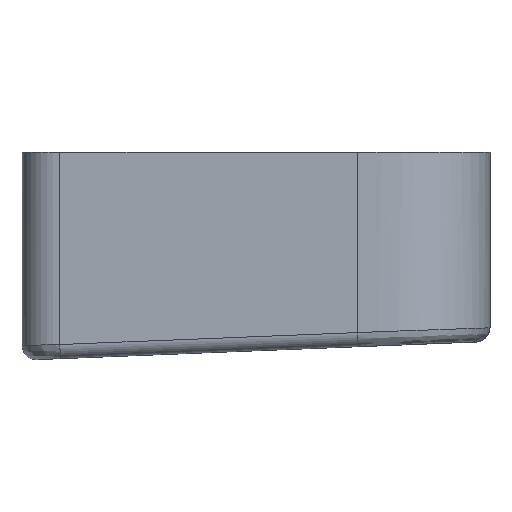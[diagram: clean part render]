
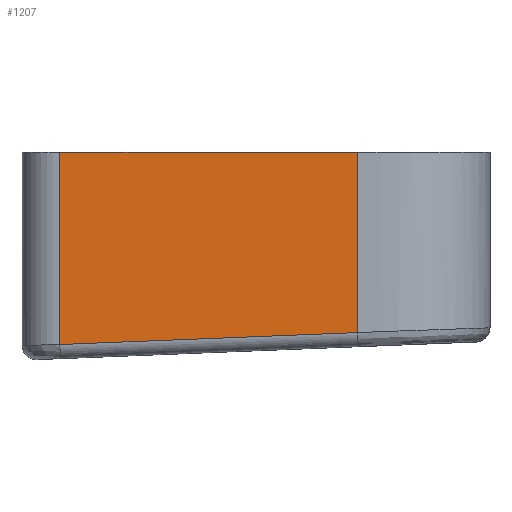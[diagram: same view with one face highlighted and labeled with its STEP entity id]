
A CAD part, left-side view. The second image highlights one B-rep face of the part: STEP entity #1207.
In plain terms, the highlighted planar face has unit normal (-1, 0, 0).
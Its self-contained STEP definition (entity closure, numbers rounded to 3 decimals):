
#200=FACE_OUTER_BOUND('',#270,.T.);
#270=EDGE_LOOP('',(#1074,#1075,#1076,#1077));
#320=LINE('',#2399,#417);
#324=LINE('',#2523,#421);
#370=LINE('',#2725,#467);
#371=LINE('',#2728,#468);
#417=VECTOR('',#1507,10.);
#421=VECTOR('',#1525,10.);
#467=VECTOR('',#1665,10.);
#468=VECTOR('',#1670,10.);
#533=VERTEX_POINT('',#2362);
#538=VERTEX_POINT('',#2397);
#543=VERTEX_POINT('',#2506);
#586=VERTEX_POINT('',#2724);
#681=EDGE_CURVE('',#533,#538,#320,.T.);
#691=EDGE_CURVE('',#543,#533,#324,.T.);
#758=EDGE_CURVE('',#586,#538,#370,.T.);
#760=EDGE_CURVE('',#586,#543,#371,.T.);
#1074=ORIENTED_EDGE('',*,*,#681,.F.);
#1075=ORIENTED_EDGE('',*,*,#691,.F.);
#1076=ORIENTED_EDGE('',*,*,#760,.F.);
#1077=ORIENTED_EDGE('',*,*,#758,.T.);
#1142=PLANE('',#1339);
#1207=ADVANCED_FACE('',(#200),#1142,.T.);
#1339=AXIS2_PLACEMENT_3D('',#2727,#1668,#1669);
#1507=DIRECTION('',(0.,0.999,-0.04));
#1525=DIRECTION('',(0.,0.,-1.));
#1665=DIRECTION('',(0.,0.,-1.));
#1668=DIRECTION('center_axis',(-1.,0.,0.));
#1669=DIRECTION('ref_axis',(0.,1.,0.));
#1670=DIRECTION('',(0.,-1.,0.));
#2362=CARTESIAN_POINT('',(41.331,-160.725,-4.931));
#2397=CARTESIAN_POINT('',(41.331,-144.974,-5.563));
#2399=CARTESIAN_POINT('',(41.331,-134.613,-5.979));
#2506=CARTESIAN_POINT('',(41.331,-160.725,4.6));
#2523=CARTESIAN_POINT('',(41.331,-160.725,4.6));
#2724=CARTESIAN_POINT('',(41.331,-144.974,4.6));
#2725=CARTESIAN_POINT('',(41.331,-144.974,4.6));
#2727=CARTESIAN_POINT('Origin',(41.331,-160.725,4.6));
#2728=CARTESIAN_POINT('',(41.331,-144.974,4.6));
